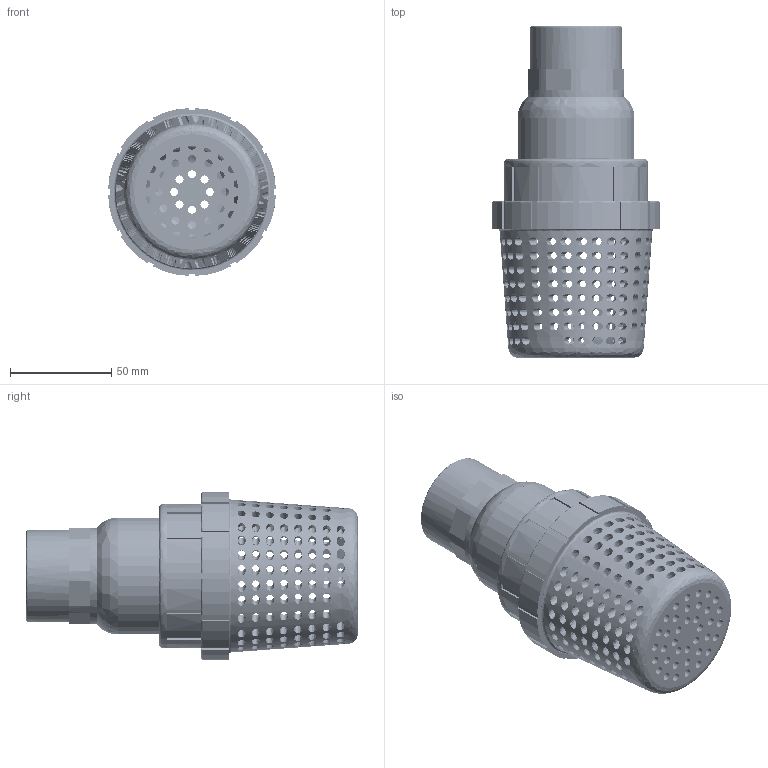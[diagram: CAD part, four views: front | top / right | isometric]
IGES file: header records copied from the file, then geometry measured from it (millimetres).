
Start section: SolidWorks IGES file using analytic representation for surfaces
Bounding box: 82.95 x 164 x 82.95 mm (x, y, z)
Surface area: 82398.4 mm2 (no closed solid volume)
Topology: 0 solids, 0 shells, 829 faces, 36587 edges, 36587 vertices
Faces by surface type: bspline 656, revolution 173
